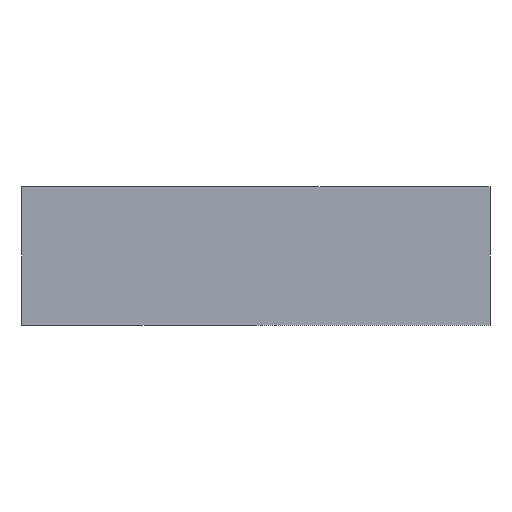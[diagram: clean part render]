
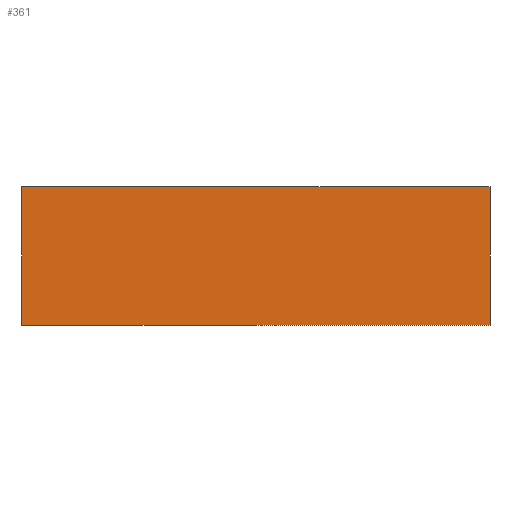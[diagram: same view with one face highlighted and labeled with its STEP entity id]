
A CAD part, front view. The second image highlights one B-rep face of the part: STEP entity #361.
In plain terms, the highlighted planar face has unit normal (0, -1, 0).
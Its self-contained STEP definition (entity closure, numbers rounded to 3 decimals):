
#66=PLANE('',#1270);
#161=LINE('',#2014,#270);
#175=LINE('',#2056,#284);
#177=LINE('',#2060,#286);
#178=LINE('',#2062,#287);
#270=VECTOR('',#1440,1.);
#284=VECTOR('',#1484,1.);
#286=VECTOR('',#1488,1.);
#287=VECTOR('',#1489,1.);
#361=ADVANCED_FACE('',(#431),#66,.T.);
#431=FACE_OUTER_BOUND('',#498,.T.);
#498=EDGE_LOOP('',(#744,#745,#746,#747));
#744=ORIENTED_EDGE('',*,*,#1115,.T.);
#745=ORIENTED_EDGE('',*,*,#1138,.F.);
#746=ORIENTED_EDGE('',*,*,#1139,.T.);
#747=ORIENTED_EDGE('',*,*,#1136,.T.);
#986=VERTEX_POINT('',#2013);
#987=VERTEX_POINT('',#2015);
#1000=VERTEX_POINT('',#2057);
#1001=VERTEX_POINT('',#2061);
#1115=EDGE_CURVE('',#987,#986,#161,.T.);
#1136=EDGE_CURVE('',#1000,#987,#175,.T.);
#1138=EDGE_CURVE('',#1001,#986,#177,.T.);
#1139=EDGE_CURVE('',#1001,#1000,#178,.T.);
#1270=AXIS2_PLACEMENT_3D('',#2063,#1490,#1491);
#1440=DIRECTION('',(-1.,0.,0.));
#1484=DIRECTION('',(0.,0.,1.));
#1488=DIRECTION('',(0.,0.,1.));
#1489=DIRECTION('',(1.,0.,0.));
#1490=DIRECTION('',(0.,-1.,0.));
#1491=DIRECTION('',(-1.,0.,0.));
#2013=CARTESIAN_POINT('',(-13.5,-13.,8.));
#2014=CARTESIAN_POINT('',(-6.75,-13.,8.));
#2015=CARTESIAN_POINT('',(13.5,-13.,8.));
#2056=CARTESIAN_POINT('',(13.5,-13.,0.));
#2057=CARTESIAN_POINT('',(13.5,-13.,0.));
#2060=CARTESIAN_POINT('',(-13.5,-13.,0.));
#2061=CARTESIAN_POINT('',(-13.5,-13.,0.));
#2062=CARTESIAN_POINT('',(-13.5,-13.,0.));
#2063=CARTESIAN_POINT('',(-13.5,-13.,0.));
